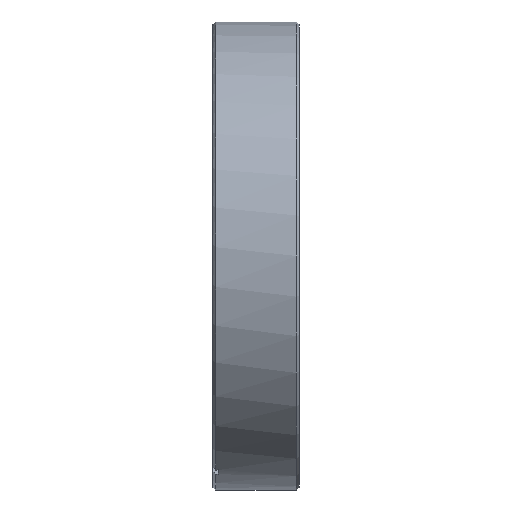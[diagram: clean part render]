
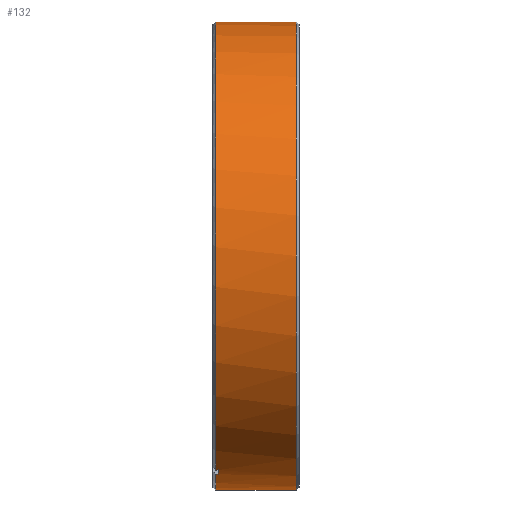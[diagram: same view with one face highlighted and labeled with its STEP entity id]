
A CAD part, left-side view. The second image highlights one B-rep face of the part: STEP entity #132.
In plain terms, the highlighted cylindrical face has radius 42.8 mm (diameter 85.6 mm), a partial arc.
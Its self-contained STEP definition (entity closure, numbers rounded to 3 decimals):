
#35 = VERTEX_POINT ( 'NONE', #797 ) ;
#48 = EDGE_CURVE ( 'NONE', #35, #85, #796, .T. ) ;
#85 = VERTEX_POINT ( 'NONE', #762 ) ;
#102 = EDGE_CURVE ( 'NONE', #104, #256, #986, .T. ) ;
#104 = VERTEX_POINT ( 'NONE', #1036 ) ;
#105 = EDGE_CURVE ( 'NONE', #85, #240, #1047, .T. ) ;
#121 = VERTEX_POINT ( 'NONE', #1040 ) ;
#122 = ORIENTED_EDGE ( 'NONE', *, *, #48, .T. ) ;
#123 = ORIENTED_EDGE ( 'NONE', *, *, #125, .T. ) ;
#124 = EDGE_LOOP ( 'NONE', ( #133, #141, #155, #148, #126, #122, #130, #123 ) ) ;
#125 = EDGE_CURVE ( 'NONE', #240, #256, #1041, .T. ) ;
#126 = ORIENTED_EDGE ( 'NONE', *, *, #140, .F. ) ;
#128 = EDGE_CURVE ( 'NONE', #104, #153, #1075, .T. ) ;
#130 = ORIENTED_EDGE ( 'NONE', *, *, #105, .T. ) ;
#132 = ADVANCED_FACE ( 'NONE', ( #1042 ), #1076, .T. ) ;
#133 = ORIENTED_EDGE ( 'NONE', *, *, #102, .F. ) ;
#134 = EDGE_CURVE ( 'NONE', #153, #135, #982, .T. ) ;
#135 = VERTEX_POINT ( 'NONE', #981 ) ;
#140 = EDGE_CURVE ( 'NONE', #35, #121, #1080, .T. ) ;
#141 = ORIENTED_EDGE ( 'NONE', *, *, #128, .T. ) ;
#148 = ORIENTED_EDGE ( 'NONE', *, *, #150, .T. ) ;
#150 = EDGE_CURVE ( 'NONE', #135, #121, #976, .T. ) ;
#153 = VERTEX_POINT ( 'NONE', #1008 ) ;
#155 = ORIENTED_EDGE ( 'NONE', *, *, #134, .T. ) ;
#240 = VERTEX_POINT ( 'NONE', #1145 ) ;
#256 = VERTEX_POINT ( 'NONE', #1128 ) ;
#762 = CARTESIAN_POINT ( 'NONE',  ( 0., -0.5, -42.8 ) ) ;
#796 = CIRCLE ( 'NONE', #832, 42.8 ) ;
#797 = CARTESIAN_POINT ( 'NONE',  ( -15.451, -0.5, -39.914 ) ) ;
#832 = AXIS2_PLACEMENT_3D ( 'NONE', #875, #869, #868 ) ;
#868 = DIRECTION ( 'NONE',  ( 0., 0., -1. ) ) ;
#869 = DIRECTION ( 'NONE',  ( 0., -1., 0. ) ) ;
#875 = CARTESIAN_POINT ( 'NONE',  ( 0., -0.5, 0. ) ) ;
#959 = VECTOR ( 'NONE', #977, 1000. ) ;
#960 = AXIS2_PLACEMENT_3D ( 'NONE', #970, #969, #1085 ) ;
#969 = DIRECTION ( 'NONE',  ( 0., -1., 0. ) ) ;
#970 = CARTESIAN_POINT ( 'NONE',  ( 0., -24.574, 0. ) ) ;
#972 = DIRECTION ( 'NONE',  ( 0., -1., 0. ) ) ;
#973 = VECTOR ( 'NONE', #972, 1000. ) ;
#976 = CIRCLE ( 'NONE', #1015, 42.8 ) ;
#977 = DIRECTION ( 'NONE',  ( 0., -1., 0. ) ) ;
#981 = CARTESIAN_POINT ( 'NONE',  ( -17.298, -1., -39.149 ) ) ;
#982 = LINE ( 'NONE', #1084, #959 ) ;
#984 = DIRECTION ( 'NONE',  ( 0., -1., 0. ) ) ;
#985 = CARTESIAN_POINT ( 'NONE',  ( 0., -24.574, 42.8 ) ) ;
#986 = LINE ( 'NONE', #985, #1037 ) ;
#1008 = CARTESIAN_POINT ( 'NONE',  ( -17.298, -0.5, -39.149 ) ) ;
#1011 = DIRECTION ( 'NONE',  ( 0., 0., -1. ) ) ;
#1012 = DIRECTION ( 'NONE',  ( 0., -1., 0. ) ) ;
#1013 = CARTESIAN_POINT ( 'NONE',  ( 0., -1., 0. ) ) ;
#1015 = AXIS2_PLACEMENT_3D ( 'NONE', #1013, #1012, #1011 ) ;
#1036 = CARTESIAN_POINT ( 'NONE',  ( 0., -0.5, 42.8 ) ) ;
#1037 = VECTOR ( 'NONE', #984, 1000. ) ;
#1040 = CARTESIAN_POINT ( 'NONE',  ( -15.451, -1., -39.914 ) ) ;
#1041 = CIRCLE ( 'NONE', #1066, 42.8 ) ;
#1042 = FACE_OUTER_BOUND ( 'NONE', #124, .T. ) ;
#1044 = DIRECTION ( 'NONE',  ( 0., -1., 0. ) ) ;
#1045 = VECTOR ( 'NONE', #1044, 1000. ) ;
#1046 = CARTESIAN_POINT ( 'NONE',  ( 0., -24.574, -42.8 ) ) ;
#1047 = LINE ( 'NONE', #1046, #1045 ) ;
#1064 = CARTESIAN_POINT ( 'NONE',  ( 0., -0.5, 0. ) ) ;
#1066 = AXIS2_PLACEMENT_3D ( 'NONE', #1083, #1082, #1081 ) ;
#1072 = DIRECTION ( 'NONE',  ( 0., 0., -1. ) ) ;
#1073 = DIRECTION ( 'NONE',  ( 0., -1., 0. ) ) ;
#1074 = AXIS2_PLACEMENT_3D ( 'NONE', #1064, #1073, #1072 ) ;
#1075 = CIRCLE ( 'NONE', #1074, 42.8 ) ;
#1076 = CYLINDRICAL_SURFACE ( 'NONE', #960, 42.8 ) ;
#1079 = CARTESIAN_POINT ( 'NONE',  ( -15.451, -24.574, -39.914 ) ) ;
#1080 = LINE ( 'NONE', #1079, #973 ) ;
#1081 = DIRECTION ( 'NONE',  ( 0., 0., 1. ) ) ;
#1082 = DIRECTION ( 'NONE',  ( 0., 1., 0. ) ) ;
#1083 = CARTESIAN_POINT ( 'NONE',  ( 0., -15.3, 0. ) ) ;
#1084 = CARTESIAN_POINT ( 'NONE',  ( -17.298, -24.574, -39.149 ) ) ;
#1085 = DIRECTION ( 'NONE',  ( 0., 0., -1. ) ) ;
#1128 = CARTESIAN_POINT ( 'NONE',  ( 0., -15.3, 42.8 ) ) ;
#1145 = CARTESIAN_POINT ( 'NONE',  ( 0., -15.3, -42.8 ) ) ;
